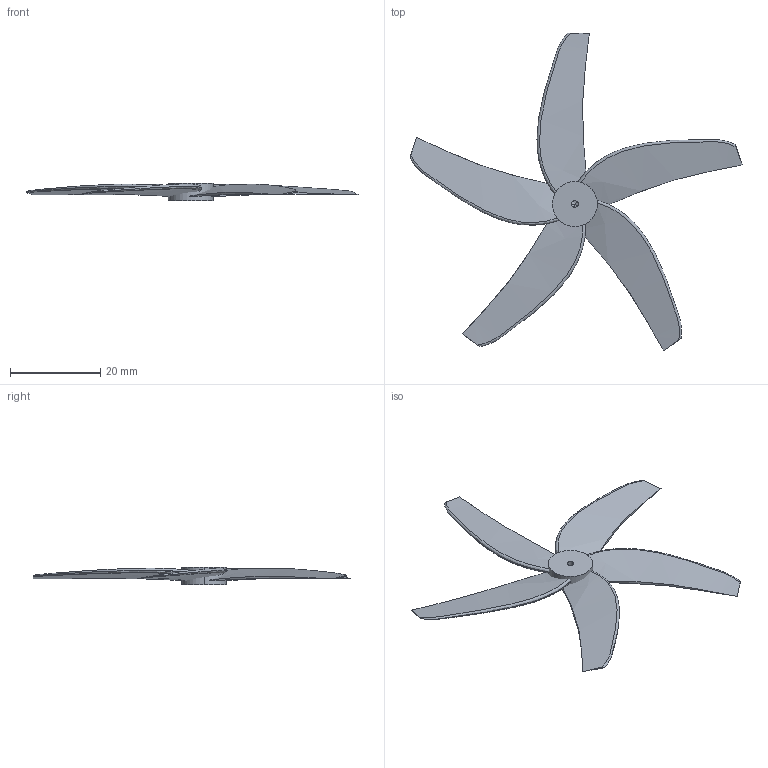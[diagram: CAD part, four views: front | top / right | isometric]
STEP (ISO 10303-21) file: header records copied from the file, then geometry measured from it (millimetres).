
FILE_DESCRIPTION (( 'STEP AP214' ), '1' );
FILE_NAME ('DmMc_76mm5b_prop.STEP', '2022-10-26T10:10:41', ( '' ), ( '' ), 'SwSTEP 2.0', 'SolidWorks 2021', '' );
FILE_SCHEMA (( 'AUTOMOTIVE_DESIGN' ));
Length unit declared in the file: millimetre
Products named in the file (1): DmMc_76mm5b_prop
Bounding box: 73.75 x 70.63 x 3.8 mm (x, y, z)
Volume: 1405.5 mm3; surface area: 3776.5 mm2
Topology: 6 solids, 6 shells, 56 faces, 122 edges, 78 vertices
Faces by surface type: bspline 35, plane 17, cylinder 4
Entity records: 4272 total; most frequent: CARTESIAN_POINT 3267, ORIENTED_EDGE 244, EDGE_CURVE 122, B_SPLINE_CURVE_WITH_KNOTS 100, VERTEX_POINT 78, DIRECTION 74, EDGE_LOOP 58, ADVANCED_FACE 56
